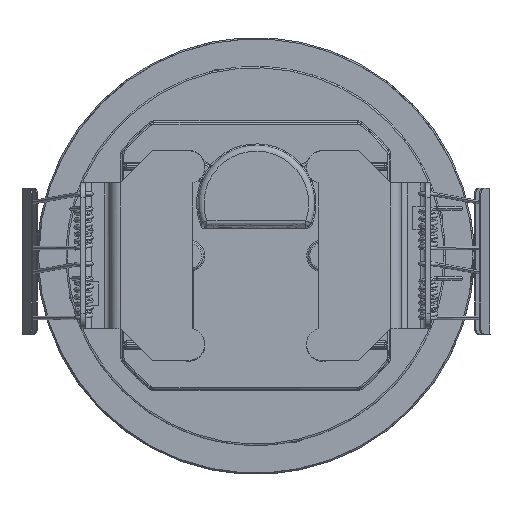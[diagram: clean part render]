
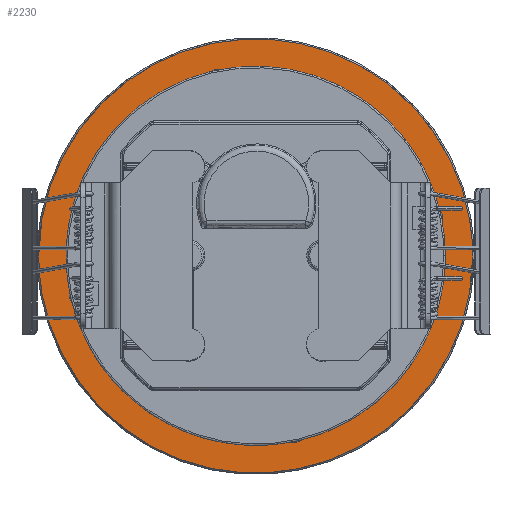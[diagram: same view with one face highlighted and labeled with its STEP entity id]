
A CAD part, top view. The second image highlights one B-rep face of the part: STEP entity #2230.
In plain terms, the highlighted planar face has unit normal (0, 0, 1).
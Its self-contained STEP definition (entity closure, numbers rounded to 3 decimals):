
#956=FACE_BOUND('',#4967,.T.);
#2230=ADVANCED_FACE('',(#3590,#956),#24093,.T.);
#3590=FACE_OUTER_BOUND('',#4966,.T.);
#4966=EDGE_LOOP('',(#11145,#11146));
#4967=EDGE_LOOP('',(#11147,#11148));
#11145=ORIENTED_EDGE('',*,*,#15778,.F.);
#11146=ORIENTED_EDGE('',*,*,#15779,.F.);
#11147=ORIENTED_EDGE('',*,*,#15784,.T.);
#11148=ORIENTED_EDGE('',*,*,#15783,.T.);
#15778=EDGE_CURVE('',#23681,#23682,#20257,.T.);
#15779=EDGE_CURVE('',#23682,#23681,#20258,.T.);
#15783=EDGE_CURVE('',#23685,#23686,#20261,.T.);
#15784=EDGE_CURVE('',#23686,#23685,#20262,.T.);
#20257=(
BOUNDED_CURVE()
B_SPLINE_CURVE(2,(#80115,#80116,#80117,#80118,#80119),.UNSPECIFIED.,.F.,
 .F.)
B_SPLINE_CURVE_WITH_KNOTS((3,2,3),(0.,117.024,234.049),
 .UNSPECIFIED.)
CURVE()
GEOMETRIC_REPRESENTATION_ITEM()
RATIONAL_B_SPLINE_CURVE((1.,0.707,1.,0.707,1.))
REPRESENTATION_ITEM('')
);
#20258=(
BOUNDED_CURVE()
B_SPLINE_CURVE(2,(#80120,#80121,#80122,#80123,#80124),.UNSPECIFIED.,.F.,
 .F.)
B_SPLINE_CURVE_WITH_KNOTS((3,2,3),(234.049,351.073,468.097),
 .UNSPECIFIED.)
CURVE()
GEOMETRIC_REPRESENTATION_ITEM()
RATIONAL_B_SPLINE_CURVE((1.,0.707,1.,0.707,1.))
REPRESENTATION_ITEM('')
);
#20261=(
BOUNDED_CURVE()
B_SPLINE_CURVE(2,(#80137,#80138,#80139,#80140,#80141),.UNSPECIFIED.,.F.,
 .F.)
B_SPLINE_CURVE_WITH_KNOTS((3,2,3),(122.522,183.783,245.044),
 .UNSPECIFIED.)
CURVE()
GEOMETRIC_REPRESENTATION_ITEM()
RATIONAL_B_SPLINE_CURVE((1.,0.707,1.,0.707,1.))
REPRESENTATION_ITEM('')
);
#20262=(
BOUNDED_CURVE()
B_SPLINE_CURVE(2,(#80142,#80143,#80144,#80145,#80146),.UNSPECIFIED.,.F.,
 .F.)
B_SPLINE_CURVE_WITH_KNOTS((3,2,3),(0.,61.261,122.522),
 .UNSPECIFIED.)
CURVE()
GEOMETRIC_REPRESENTATION_ITEM()
RATIONAL_B_SPLINE_CURVE((1.,0.707,1.,0.707,1.))
REPRESENTATION_ITEM('')
);
#23681=VERTEX_POINT('',#80107);
#23682=VERTEX_POINT('',#80108);
#23685=VERTEX_POINT('',#80111);
#23686=VERTEX_POINT('',#80112);
#24093=PLANE('',#25541);
#25541=AXIS2_PLACEMENT_3D('',#80085,#25817,$);
#25817=DIRECTION('',(0.,0.,1.));
#80085=CARTESIAN_POINT('',(-90.534,87.676,-43.256));
#80107=CARTESIAN_POINT('',(74.5,-2.859,-43.256));
#80108=CARTESIAN_POINT('',(-74.5,-2.859,-43.256));
#80111=CARTESIAN_POINT('',(-39.,-2.859,-43.256));
#80112=CARTESIAN_POINT('',(39.,-2.859,-43.256));
#80115=CARTESIAN_POINT('',(74.5,-2.859,-43.256));
#80116=CARTESIAN_POINT('',(74.5,-77.359,-43.256));
#80117=CARTESIAN_POINT('',(0.,-77.359,-43.256));
#80118=CARTESIAN_POINT('',(-74.5,-77.359,-43.256));
#80119=CARTESIAN_POINT('',(-74.5,-2.859,-43.256));
#80120=CARTESIAN_POINT('',(-74.5,-2.859,-43.256));
#80121=CARTESIAN_POINT('',(-74.5,71.641,-43.256));
#80122=CARTESIAN_POINT('',(0.,71.641,-43.256));
#80123=CARTESIAN_POINT('',(74.5,71.641,-43.256));
#80124=CARTESIAN_POINT('',(74.5,-2.859,-43.256));
#80137=CARTESIAN_POINT('',(-39.,-2.859,-43.256));
#80138=CARTESIAN_POINT('',(-39.,36.141,-43.256));
#80139=CARTESIAN_POINT('',(0.,36.141,-43.256));
#80140=CARTESIAN_POINT('',(39.,36.141,-43.256));
#80141=CARTESIAN_POINT('',(39.,-2.859,-43.256));
#80142=CARTESIAN_POINT('',(39.,-2.859,-43.256));
#80143=CARTESIAN_POINT('',(39.,-41.859,-43.256));
#80144=CARTESIAN_POINT('',(0.,-41.859,-43.256));
#80145=CARTESIAN_POINT('',(-39.,-41.859,-43.256));
#80146=CARTESIAN_POINT('',(-39.,-2.859,-43.256));
